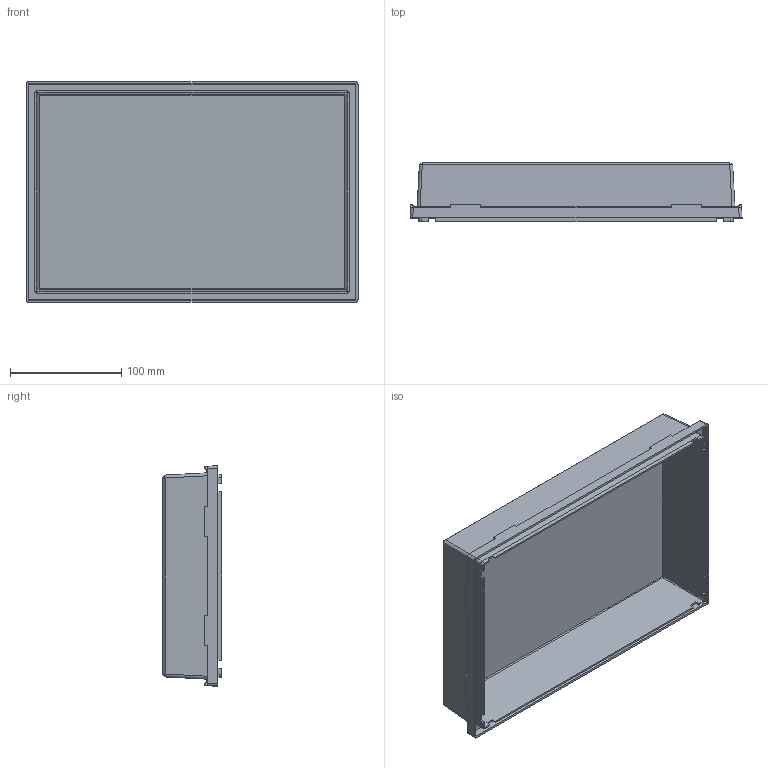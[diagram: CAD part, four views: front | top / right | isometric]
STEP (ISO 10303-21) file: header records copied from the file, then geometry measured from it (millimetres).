
FILE_DESCRIPTION (( 'STEP AP214' ), '1' );
FILE_NAME ('Fibox_CAB_23C.STEP', '2016-09-07T09:25:45', ( '' ), ( '' ), 'SwSTEP 2.0', 'SolidWorks 2015', '' );
FILE_SCHEMA (( 'AUTOMOTIVE_DESIGN' ));
Length unit declared in the file: millimetre
Products named in the file (1): Fibox_CAB_23C
Bounding box: 298 x 53.5 x 198 mm (x, y, z)
Volume: 322229.9 mm3; surface area: 219439.7 mm2
Topology: 1 solids, 1 shells, 158 faces, 422 edges, 264 vertices
Faces by surface type: plane 111, cylinder 27, bspline 8, cone 8, sphere 4
Entity records: 5131 total; most frequent: CARTESIAN_POINT 1189, ORIENTED_EDGE 836, DIRECTION 690, EDGE_CURVE 418, VECTOR 312, LINE 312, VERTEX_POINT 264, AXIS2_PLACEMENT_3D 189
